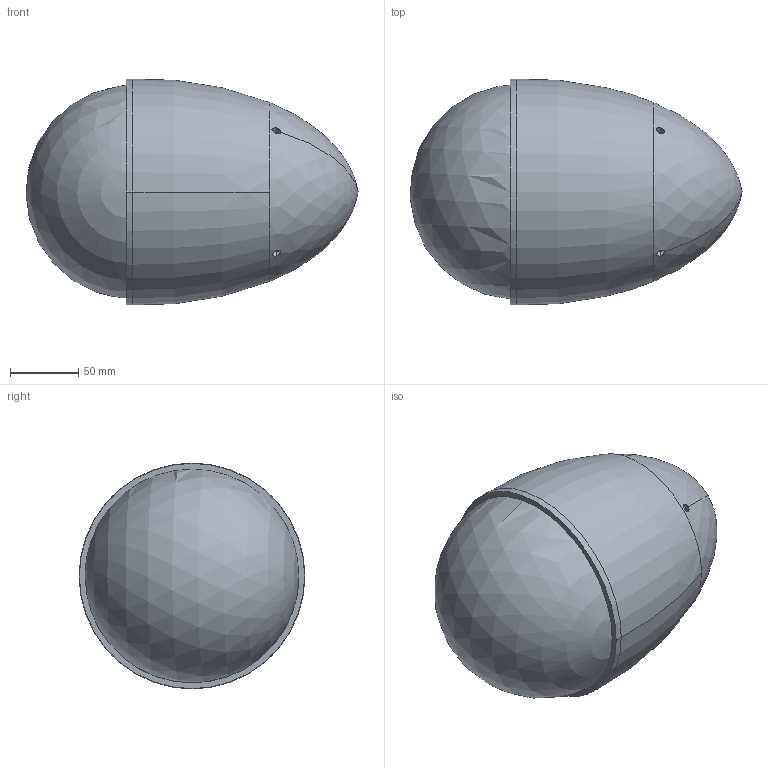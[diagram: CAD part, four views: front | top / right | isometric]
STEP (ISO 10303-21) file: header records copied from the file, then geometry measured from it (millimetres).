
FILE_DESCRIPTION((''),'2;1');
FILE_NAME('MOTOR_HEAD_2','2023-07-18T14:13:46',('ad892'),(''),'CREO PARAMETRIC BY PTC INC, 2022073','CREO PARAMETRIC BY PTC INC, 2022073','');
FILE_SCHEMA(('CONFIG_CONTROL_DESIGN'));
Length unit declared in the file: inch
Products named in the file (1): MOTOR_HEAD_2
Bounding box: 242.52 x 165 x 165 mm (x, y, z)
Surface area: 271428 mm2 (no closed solid volume)
Topology: 0 solids, 3 shells, 1829 faces, 4726 edges, 2938 vertices
Faces by surface type: plane 641, cylinder 604, cone 518, torus 44, bspline 10, revolution 8, sphere 2, extrusion 2
Entity records: 57309 total; most frequent: CARTESIAN_POINT 12094, DIRECTION 9669, ORIENTED_EDGE 9404, EDGE_CURVE 4718, AXIS2_PLACEMENT_3D 3538, VERTEX_POINT 2938, VECTOR 2585, LINE 2583
